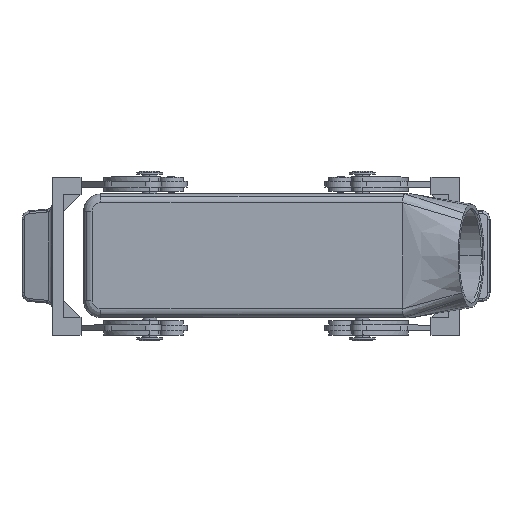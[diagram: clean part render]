
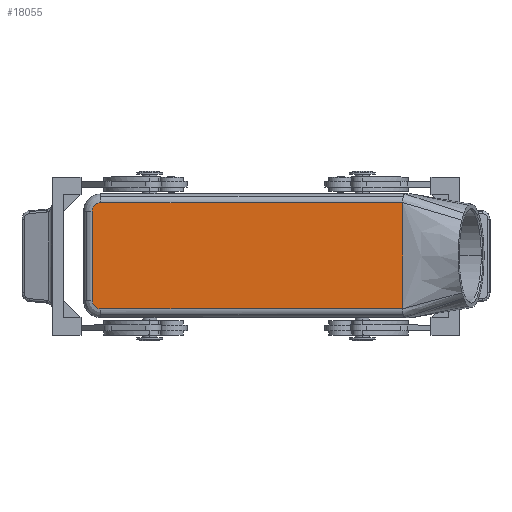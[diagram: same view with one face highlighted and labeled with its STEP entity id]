
A CAD part, top view. The second image highlights one B-rep face of the part: STEP entity #18055.
In plain terms, the highlighted planar face has unit normal (0, 0, 1).
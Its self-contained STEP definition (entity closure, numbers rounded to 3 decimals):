
#5744=CARTESIAN_POINT('',(-57.,-15.5,63.));
#5745=VERTEX_POINT('',#5744);
#5753=CARTESIAN_POINT('',(-57.,15.5,63.));
#5754=VERTEX_POINT('',#5753);
#5755=CARTESIAN_POINT('',(-57.,-15.5,63.));
#5756=DIRECTION('',(0.0,1.0,0.0));
#5757=VECTOR('',#5756,31.);
#5758=LINE('',#5755,#5757);
#5759=EDGE_CURVE('',#5745,#5754,#5758,.T.);
#17422=CARTESIAN_POINT('',(51.0,18.5,63.));
#17423=VERTEX_POINT('',#17422);
#17491=CARTESIAN_POINT('',(51.,-17.997,63.));
#17492=VERTEX_POINT('',#17491);
#17493=CARTESIAN_POINT('',(51.,-17.997,63.));
#17494=DIRECTION('',(0.0,1.0,0.0));
#17495=VECTOR('',#17494,36.497);
#17496=LINE('',#17493,#17495);
#17497=EDGE_CURVE('',#17492,#17423,#17496,.T.);
#17499=CARTESIAN_POINT('',(51.0,-18.5,63.));
#17500=VERTEX_POINT('',#17499);
#17501=CARTESIAN_POINT('',(51.0,-18.5,63.));
#17502=DIRECTION('',(0.0,1.0,0.0));
#17503=VECTOR('',#17502,0.503);
#17504=LINE('',#17501,#17503);
#17505=EDGE_CURVE('',#17500,#17492,#17504,.T.);
#17814=CARTESIAN_POINT('',(-54.0,-18.5,63.));
#17815=VERTEX_POINT('',#17814);
#17816=CARTESIAN_POINT('',(51.0,-18.5,63.));
#17817=DIRECTION('',(-1.0,0.0,0.0));
#17818=VECTOR('',#17817,105.0);
#17819=LINE('',#17816,#17818);
#17820=EDGE_CURVE('',#17500,#17815,#17819,.T.);
#17905=CARTESIAN_POINT('',(-54.0,-15.5,63.));
#17906=DIRECTION('',(0.0,0.0,-1.0));
#17907=DIRECTION('',(-0.707,-0.707,0.0));
#17908=AXIS2_PLACEMENT_3D('',#17905,#17906,#17907);
#17909=CIRCLE('',#17908,3.);
#17910=EDGE_CURVE('',#17815,#5745,#17909,.T.);
#17993=CARTESIAN_POINT('',(-54.0,18.5,63.));
#17994=VERTEX_POINT('',#17993);
#18013=CARTESIAN_POINT('',(-54.0,15.5,63.));
#18014=DIRECTION('',(0.0,0.0,-1.0));
#18015=DIRECTION('',(-0.707,0.707,0.0));
#18016=AXIS2_PLACEMENT_3D('',#18013,#18014,#18015);
#18017=CIRCLE('',#18016,3.);
#18018=EDGE_CURVE('',#5754,#17994,#18017,.T.);
#18030=CARTESIAN_POINT('',(-54.0,18.5,63.));
#18031=DIRECTION('',(1.0,0.0,0.0));
#18032=VECTOR('',#18031,105.0);
#18033=LINE('',#18030,#18032);
#18034=EDGE_CURVE('',#17994,#17423,#18033,.T.);
#18041=CARTESIAN_POINT('',(51.0,0.0,63.));
#18042=DIRECTION('',(0.0,0.0,1.0));
#18043=DIRECTION('',(1.0,0.0,0.0));
#18044=AXIS2_PLACEMENT_3D('',#18041,#18042,#18043);
#18045=PLANE('',#18044);
#18046=ORIENTED_EDGE('',*,*,#18034,.F.);
#18047=ORIENTED_EDGE('',*,*,#18018,.F.);
#18048=ORIENTED_EDGE('',*,*,#5759,.F.);
#18049=ORIENTED_EDGE('',*,*,#17910,.F.);
#18050=ORIENTED_EDGE('',*,*,#17820,.F.);
#18051=ORIENTED_EDGE('',*,*,#17505,.T.);
#18052=ORIENTED_EDGE('',*,*,#17497,.T.);
#18053=EDGE_LOOP('',(#18046,#18047,#18048,#18049,#18050,#18051,#18052));
#18054=FACE_OUTER_BOUND('',#18053,.T.);
#18055=ADVANCED_FACE('',(#18054),#18045,.T.);
